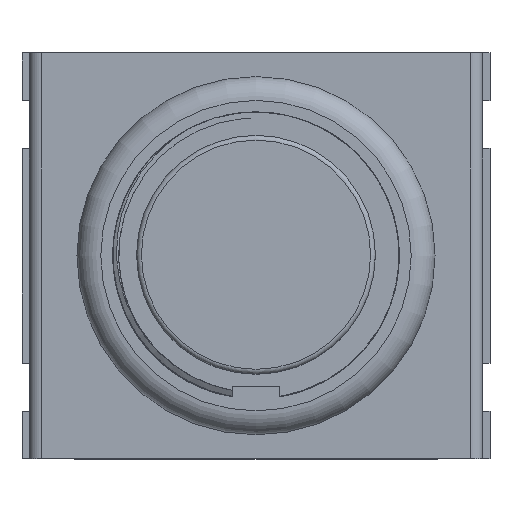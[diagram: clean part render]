
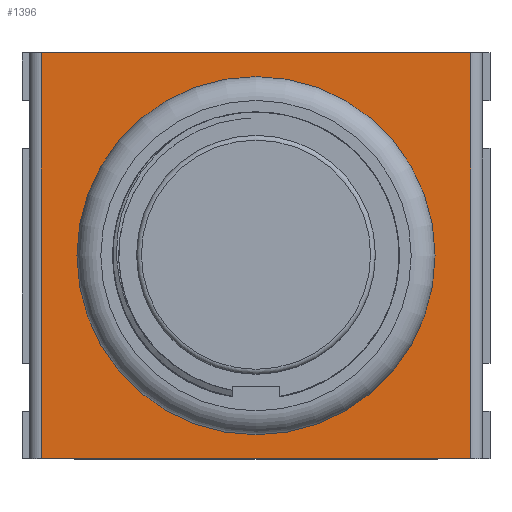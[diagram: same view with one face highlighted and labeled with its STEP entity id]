
A CAD part, top view. The second image highlights one B-rep face of the part: STEP entity #1396.
In plain terms, the highlighted face is planar.
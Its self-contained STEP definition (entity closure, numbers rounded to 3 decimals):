
#1396=ADVANCED_FACE('',(#1703,#1704),#1638,.F.);
#1638=PLANE('',#5555);
#1703=FACE_BOUND('',#1802,.T.);
#1704=FACE_BOUND('',#1803,.T.);
#1802=EDGE_LOOP('',(#2515));
#1803=EDGE_LOOP('',(#2516,#2517,#2518,#2519));
#1990=CIRCLE('',#5554,7.5);
#2515=ORIENTED_EDGE('',*,*,#4146,.F.);
#2516=ORIENTED_EDGE('',*,*,#4147,.F.);
#2517=ORIENTED_EDGE('',*,*,#4148,.T.);
#2518=ORIENTED_EDGE('',*,*,#4149,.T.);
#2519=ORIENTED_EDGE('',*,*,#4150,.T.);
#3607=VERTEX_POINT('',#7259);
#3608=VERTEX_POINT('',#7261);
#3609=VERTEX_POINT('',#7262);
#3610=VERTEX_POINT('',#7264);
#3611=VERTEX_POINT('',#7266);
#4146=EDGE_CURVE('',#3607,#3607,#1990,.T.);
#4147=EDGE_CURVE('',#3608,#3609,#4818,.T.);
#4148=EDGE_CURVE('',#3608,#3610,#4819,.T.);
#4149=EDGE_CURVE('',#3610,#3611,#4820,.T.);
#4150=EDGE_CURVE('',#3611,#3609,#4821,.T.);
#4818=LINE('',#7260,#5280);
#4819=LINE('',#7263,#5281);
#4820=LINE('',#7265,#5282);
#4821=LINE('',#7267,#5283);
#5280=VECTOR('',#6184,1.);
#5281=VECTOR('',#6185,1.);
#5282=VECTOR('',#6186,1.);
#5283=VECTOR('',#6187,1.);
#5554=AXIS2_PLACEMENT_3D('',#7258,#6182,#6183);
#5555=AXIS2_PLACEMENT_3D('',#7268,#6188,#6189);
#6182=DIRECTION('',(0.,1.,0.));
#6183=DIRECTION('',(1.,0.,0.));
#6184=DIRECTION('',(-1.,0.,0.));
#6185=DIRECTION('',(0.,0.,-1.));
#6186=DIRECTION('',(-1.,0.,0.));
#6187=DIRECTION('',(0.,0.,1.));
#6188=DIRECTION('',(0.,-1.,0.));
#6189=DIRECTION('',(1.,0.,0.));
#7258=CARTESIAN_POINT('',(9.5,3.5,8.5));
#7259=CARTESIAN_POINT('',(17.,3.5,8.5));
#7260=CARTESIAN_POINT('',(19.,3.5,17.));
#7261=CARTESIAN_POINT('',(18.5,3.5,17.));
#7262=CARTESIAN_POINT('',(0.5,3.5,17.));
#7263=CARTESIAN_POINT('',(18.5,3.5,17.));
#7264=CARTESIAN_POINT('',(18.5,3.5,0.));
#7265=CARTESIAN_POINT('',(19.,3.5,0.));
#7266=CARTESIAN_POINT('',(0.5,3.5,0.));
#7267=CARTESIAN_POINT('',(0.5,3.5,17.));
#7268=CARTESIAN_POINT('',(19.,3.5,17.));
